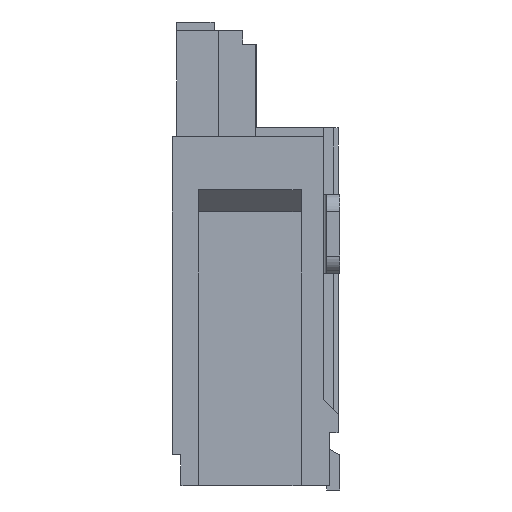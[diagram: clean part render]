
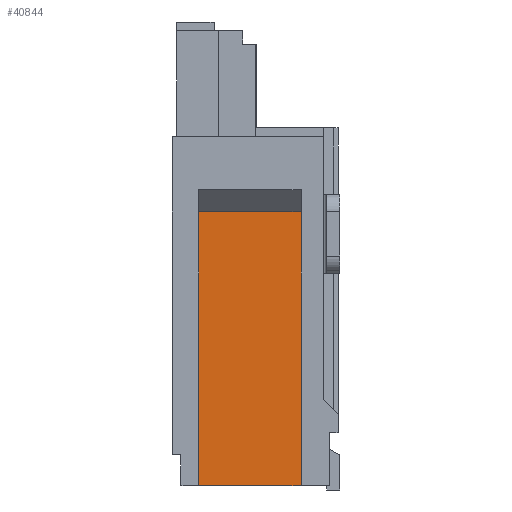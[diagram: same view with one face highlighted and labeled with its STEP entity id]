
A CAD part, left-side view. The second image highlights one B-rep face of the part: STEP entity #40844.
In plain terms, the highlighted planar face has unit normal (-1, 0, 0).
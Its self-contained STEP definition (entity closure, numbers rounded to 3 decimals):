
#14844=DIRECTION('',(0.,-1.,0.));
#14845=VECTOR('',#14844,1.16);
#14846=CARTESIAN_POINT('',(-7.6,1.58,-4.05));
#14847=LINE('',#14846,#14845);
#14868=DIRECTION('',(0.,1.,0.));
#14869=VECTOR('',#14868,1.16);
#14870=CARTESIAN_POINT('',(-7.6,0.42,-0.95));
#14871=LINE('',#14870,#14869);
#14872=DIRECTION('',(0.,0.,1.));
#14873=VECTOR('',#14872,3.1);
#14874=CARTESIAN_POINT('',(-7.6,1.58,-4.05));
#14875=LINE('',#14874,#14873);
#14884=DIRECTION('',(0.,0.,1.));
#14885=VECTOR('',#14884,3.1);
#14886=CARTESIAN_POINT('',(-7.6,0.42,-4.05));
#14887=LINE('',#14886,#14885);
#15503=CARTESIAN_POINT('',(-7.6,1.58,-4.05));
#15504=CARTESIAN_POINT('',(-7.6,0.42,-4.05));
#15505=VERTEX_POINT('',#15503);
#15506=VERTEX_POINT('',#15504);
#15573=CARTESIAN_POINT('',(-7.6,1.58,-0.95));
#15575=VERTEX_POINT('',#15573);
#15579=CARTESIAN_POINT('',(-7.6,0.42,-0.95));
#15580=VERTEX_POINT('',#15579);
#40830=CARTESIAN_POINT('',(-7.6,1.58,-4.05));
#40831=DIRECTION('',(1.,0.,0.));
#40832=DIRECTION('',(0.,-1.,0.));
#40833=AXIS2_PLACEMENT_3D('',#40830,#40831,#40832);
#40834=PLANE('',#40833);
#40836=ORIENTED_EDGE('',*,*,#40835,.F.);
#40838=ORIENTED_EDGE('',*,*,#40837,.F.);
#40839=ORIENTED_EDGE('',*,*,#40816,.F.);
#40841=ORIENTED_EDGE('',*,*,#40840,.T.);
#40842=EDGE_LOOP('',(#40836,#40838,#40839,#40841));
#40843=FACE_OUTER_BOUND('',#40842,.F.);
#40844=ADVANCED_FACE('',(#40843),#40834,.F.);
#40816=EDGE_CURVE('',#15505,#15506,#14847,.T.);
#40835=EDGE_CURVE('',#15580,#15575,#14871,.T.);
#40837=EDGE_CURVE('',#15506,#15580,#14887,.T.);
#40840=EDGE_CURVE('',#15505,#15575,#14875,.T.);
